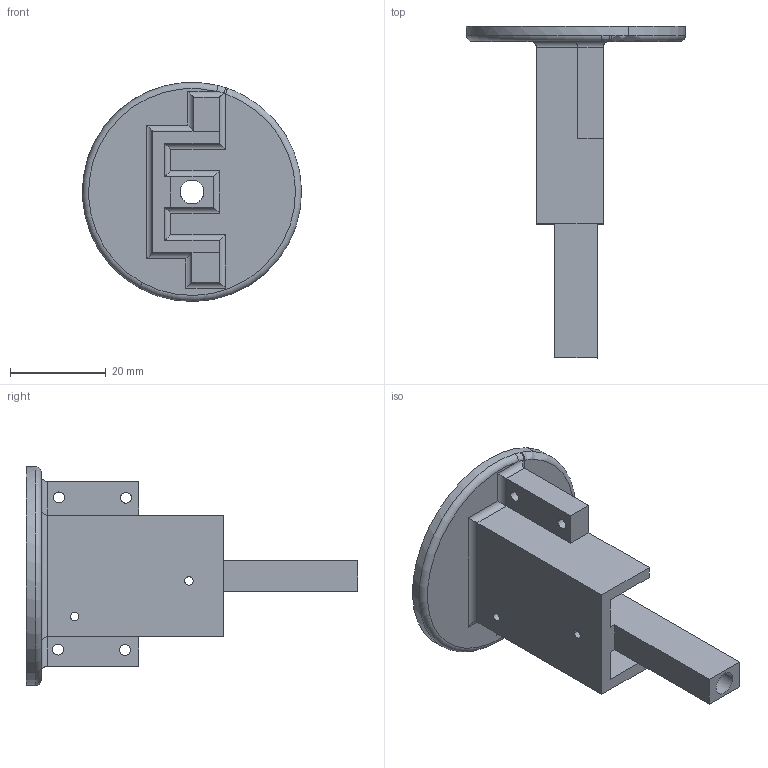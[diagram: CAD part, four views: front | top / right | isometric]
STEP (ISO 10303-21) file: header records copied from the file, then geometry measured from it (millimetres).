
FILE_DESCRIPTION(('CATIA V5 STEP Exchange','CAx-IF Rec.Pracs.--- Model Styling and Organization---1.4--- 2014-01-23','CAx-IF Rec.Pracs.---3D Tessellated Data Validation Properties---0.5---2014-09-14'),'2;1');
FILE_NAME('Booster Av Sled.stp','2025-06-29T03:49:54+00:00',('none'),('none'),'CATIA Version 5-6 Release 2019 SP6','CATIA V5 STEP AP242 v1','none');
FILE_SCHEMA(('AP242_MANAGED_MODEL_BASED_3D_ENGINEERING_MIM_LF {1 0 10303 442 1 1 4}'));
Length unit declared in the file: millimetre
Products named in the file (1): Booster Av Sled
Bounding box: 45.71 x 69.22 x 45.71 mm (x, y, z)
Volume: 13929.7 mm3; surface area: 10826 mm2
Topology: 1 solids, 1 shells, 63 faces, 163 edges, 102 vertices
Faces by surface type: cylinder 36, plane 23, torus 2, bspline 2
Entity records: 2067 total; most frequent: CARTESIAN_POINT 600, ORIENTED_EDGE 326, DIRECTION 231, EDGE_CURVE 163, VERTEX_POINT 102, VECTOR 96, LINE 96, AXIS2_PLACEMENT_3D 89
